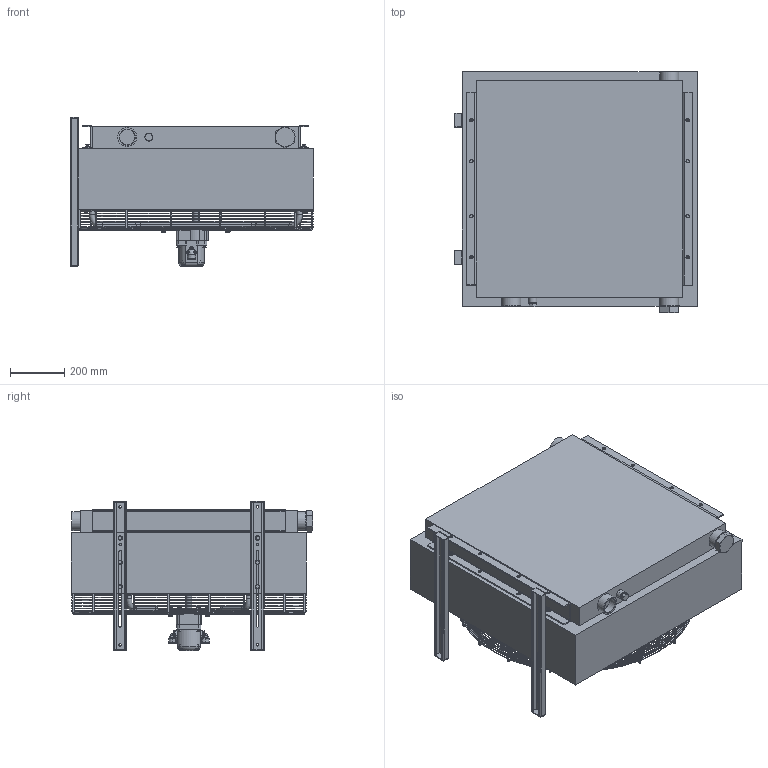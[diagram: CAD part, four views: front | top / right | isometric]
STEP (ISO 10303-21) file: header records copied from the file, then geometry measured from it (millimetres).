
FILE_DESCRIPTION((''),'2;1');
FILE_NAME('LHC-058-A.stp','2011-02-22T10:09:13',('sfrny'),(''),'Autodesk Inventor 2011','Autodesk Inventor 2011','');
FILE_SCHEMA(('AUTOMOTIVE_DESIGN { 1 0 10303 214 1 1 1 1 }'));
Length unit declared in the file: millimetre
Products named in the file (1): LHC-058-A
Bounding box: 900.17 x 891.2 x 551 mm (x, y, z)
Volume: 224051324.4 mm3; surface area: 5672966.1 mm2
Topology: 87 solids, 150 shells, 1841 faces, 4007 edges, 2489 vertices
Faces by surface type: plane 857, cylinder 512, cone 265, torus 185, bspline 18, sphere 4
Full cylindrical faces by diameter (mm): 4.917 x9, 5 x52, 6 x6, 6.5 x6, 6.647 x5, 8 x31, 8.4 x18, 8.5 x4, 9 x25, 10 x6, 11 x8, 11.445 x1, 11.6 x4, 11.63 x11, 12 x1, 13 x8, 13.5 x6, 15 x5, 16 x18, 16.2 x2, 18.631 x4, 18.82 x2, 19 x1, 20 x10, 20.955 x1, 21 x2, 21.4 x1, 22 x1, 28.5 x1, 29.2 x1
Entity records: 51880 total; most frequent: CARTESIAN_POINT 12876, DIRECTION 7735, ORIENTED_EDGE 6758, EDGE_CURVE 3379, AXIS2_PLACEMENT_3D 3235, EDGE_LOOP 2667, VERTEX_POINT 2400, FACE_OUTER_BOUND 1840
